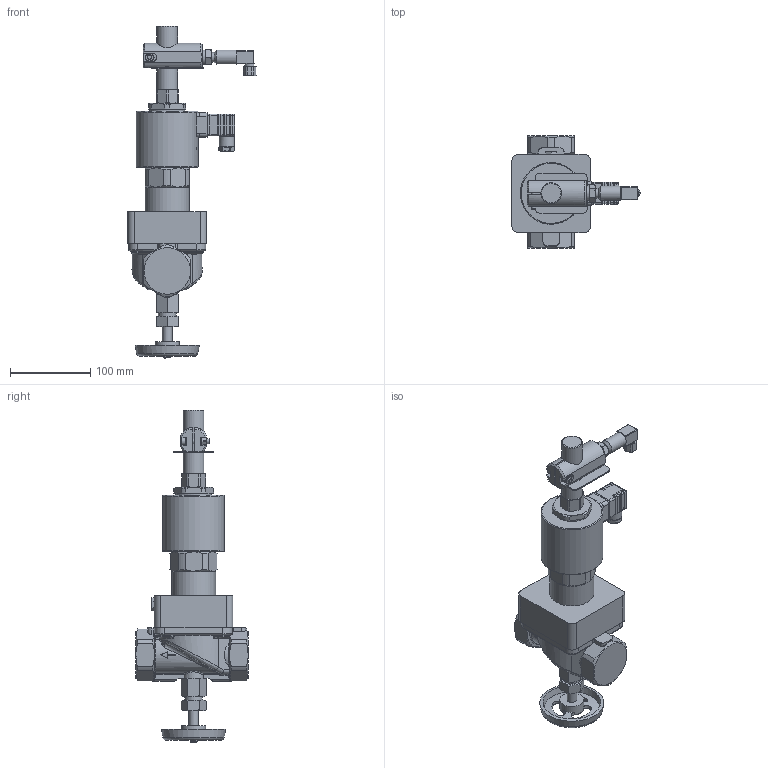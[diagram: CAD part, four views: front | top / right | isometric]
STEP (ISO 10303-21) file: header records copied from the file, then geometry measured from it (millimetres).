
FILE_DESCRIPTION(/* description */ ('3/050-27-1004-T242-HA-Z3 3D Modell'),/* implementation_level */ '2;1');
FILE_NAME(/* name */ '88-004962 rev F.stp',/* time_stamp */ '2021-02-04T13:31:10+01:00',/* author */ ('EHuebert'),/* organization */ (''),/* preprocessor_version */ 'ST-DEVELOPER v16.1',/* originating_system */ 'Autodesk Inventor 2016',/* authorisation */ '');
FILE_SCHEMA (('AUTOMOTIVE_DESIGN { 1 0 10303 214 3 1 1 }'));
Length unit declared in the file: millimetre
Products named in the file (1): 88-004962
Bounding box: 159.89 x 140 x 414.2 mm (x, y, z)
Volume: 1574866 mm3; surface area: 151763.2 mm2
Topology: 1 solids, 1 shells, 914 faces, 2372 edges, 1456 vertices
Faces by surface type: plane 327, cylinder 321, cone 95, torus 92, bspline 65, sphere 14
Full cylindrical faces by diameter (mm): 4 x2, 4.917 x2, 5 x1, 6 x4, 8.5 x1, 12 x3, 14 x1, 18 x2, 18.9 x1, 22 x1, 25.8 x2, 29 x1, 30 x1, 44 x1, 55 x1, 77 x1
Entity records: 33436 total; most frequent: CARTESIAN_POINT 12236, ORIENTED_EDGE 4540, DIRECTION 4356, EDGE_CURVE 2267, AXIS2_PLACEMENT_3D 1703, VERTEX_POINT 1429, EDGE_LOOP 1017, LINE 950
